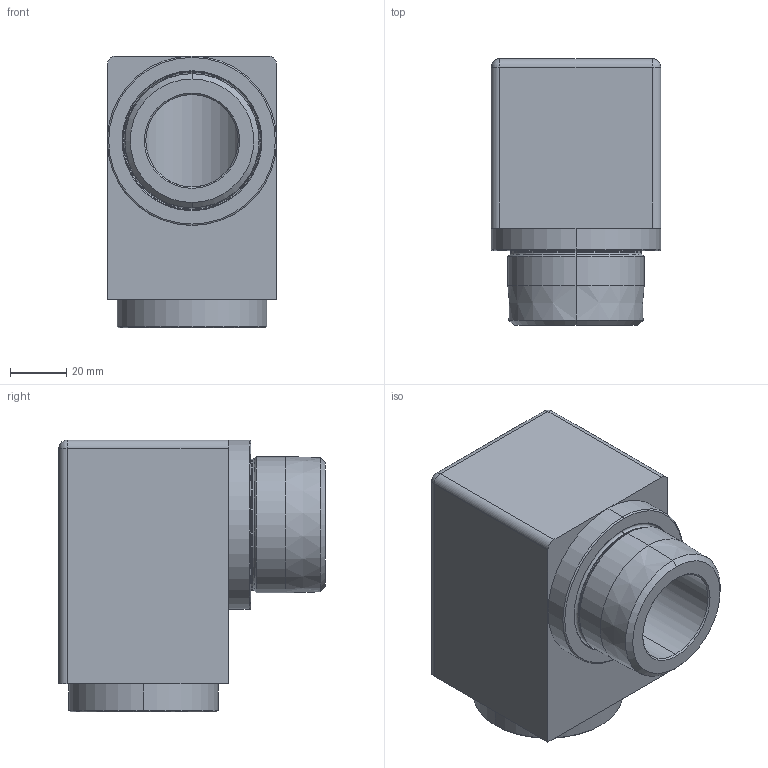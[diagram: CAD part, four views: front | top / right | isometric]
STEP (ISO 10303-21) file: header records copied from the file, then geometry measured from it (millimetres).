
FILE_DESCRIPTION (( 'STEP AP203' ), '1' );
FILE_NAME ('787DT5T5.STEP', '2019-05-21T14:35:36', ( '' ), ( '' ), 'SwSTEP 2.0', 'SolidWorks 2017', '' );
FILE_SCHEMA (( 'CONFIG_CONTROL_DESIGN' ));
Length unit declared in the file: millimetre
Products named in the file (1): 787DT5T5
Bounding box: 60 x 94.3 x 96.3 mm (x, y, z)
Volume: 249119.7 mm3; surface area: 48527.4 mm2
Topology: 1 solids, 1 shells, 54 faces, 114 edges, 64 vertices
Faces by surface type: cylinder 17, cone 16, plane 13, torus 6, sphere 2
Entity records: 1623 total; most frequent: CARTESIAN_POINT 355, DIRECTION 282, ORIENTED_EDGE 224, AXIS2_PLACEMENT_3D 117, EDGE_CURVE 112, VERTEX_POINT 64, CIRCLE 62, EDGE_LOOP 60
